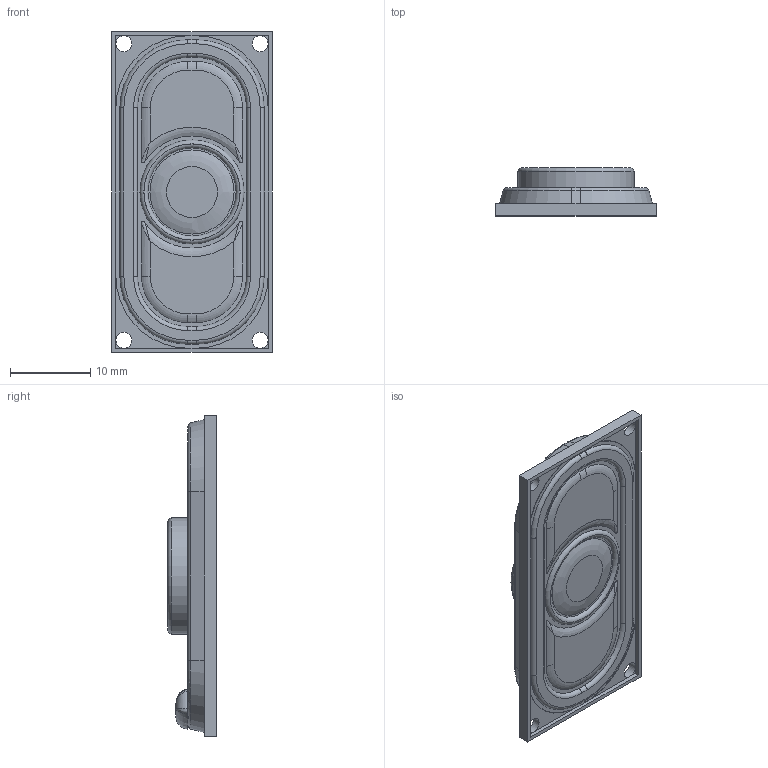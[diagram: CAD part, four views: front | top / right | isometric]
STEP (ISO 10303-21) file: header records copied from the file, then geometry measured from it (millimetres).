
FILE_DESCRIPTION( ( 'STEP AP203' ), '1' );
FILE_NAME( 'MFG - AS04008CO-R.stp', '2013-03-14T19:41:22', ( ' ' ), ( ' ' ), 'XStep 1.0', ' ', ' ' );
FILE_SCHEMA( ( 'CONFIG_CONTROL_DESIGN) ( )' ) );
Length unit declared in the file: metre
Products named in the file (1): 1
Bounding box: 20 x 6 x 40 mm (x, y, z)
Volume: 2786.8 mm3; surface area: 2199.9 mm2
Topology: 1 solids, 1 shells, 117 faces, 283 edges, 174 vertices
Faces by surface type: plane 42, cylinder 38, torus 24, bspline 9, cone 4
Full cylindrical faces by diameter (mm): 2 x12, 14.5 x1
Entity records: 5129 total; most frequent: CARTESIAN_POINT 2424, DIRECTION 585, ORIENTED_EDGE 510, EDGE_CURVE 255, AXIS2_PLACEMENT_3D 241, VERTEX_POINT 171, EDGE_LOOP 156, FACE_OUTER_BOUND 134
